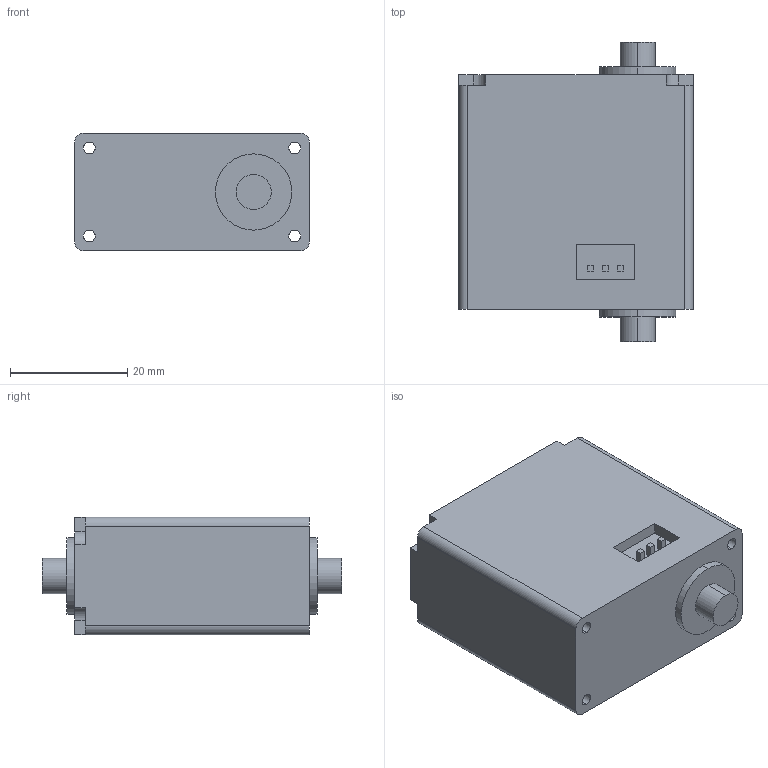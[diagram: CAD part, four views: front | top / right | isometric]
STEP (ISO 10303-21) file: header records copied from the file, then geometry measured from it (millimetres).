
FILE_DESCRIPTION (( 'STEP AP203' ), '1' );
FILE_NAME ('Servo SC15.step_Default_sldprt.STEP', '2025-07-03T10:45:15', ( '' ), ( '' ), 'SwSTEP 2.0', 'SolidWorks 2024', '' );
FILE_SCHEMA (( 'CONFIG_CONTROL_DESIGN' ));
Length unit declared in the file: metre
Products named in the file (1): Servo SC15.step_Default_sldprt
Bounding box: 40 x 51.1 x 20 mm (x, y, z)
Volume: 31772.1 mm3; surface area: 7580.6 mm2
Topology: 1 solids, 1 shells, 66 faces, 168 edges, 112 vertices
Faces by surface type: plane 42, cylinder 24
Entity records: 2093 total; most frequent: DIRECTION 350, CARTESIAN_POINT 347, ORIENTED_EDGE 336, EDGE_CURVE 168, LINE 120, VECTOR 120, AXIS2_PLACEMENT_3D 115, VERTEX_POINT 112
